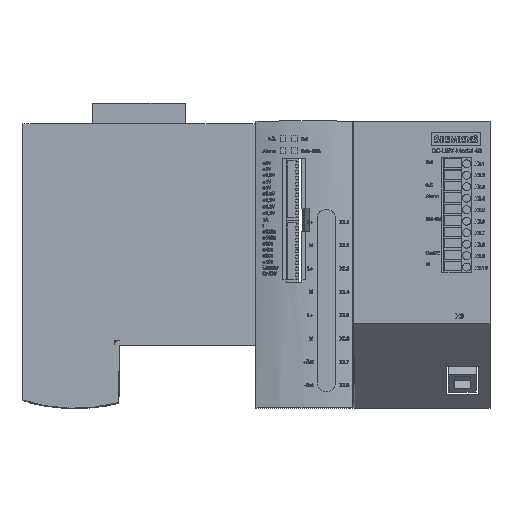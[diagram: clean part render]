
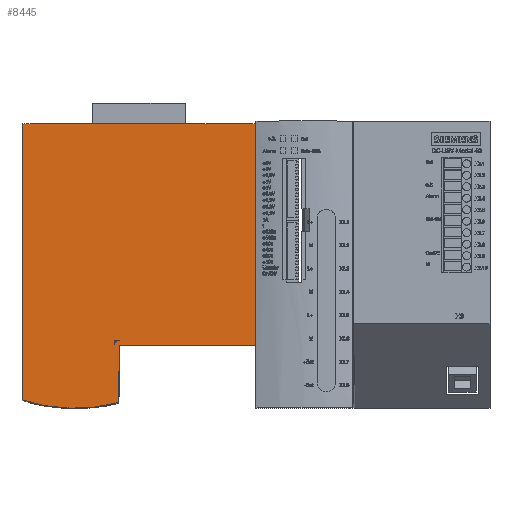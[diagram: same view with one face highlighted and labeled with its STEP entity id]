
A CAD part, top view. The second image highlights one B-rep face of the part: STEP entity #8445.
In plain terms, the highlighted planar face has unit normal (0, 0, 1).
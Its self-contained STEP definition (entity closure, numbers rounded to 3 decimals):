
#8445 = ADVANCED_FACE( '', ( #17947, #17948 ), #17949, .T. );
#17947 = FACE_OUTER_BOUND( '', #29075, .T. );
#17948 = FACE_BOUND( '', #29076, .T. );
#17949 = PLANE( '', #29077 );
#29075 = EDGE_LOOP( '', ( #59268, #59269, #59270, #59271, #59272, #59273 ) );
#29076 = EDGE_LOOP( '', ( #59274, #59275, #59276 ) );
#29077 = AXIS2_PLACEMENT_3D( '', #59277, #59278, #59279 );
#59268 = ORIENTED_EDGE( '', *, *, #77809, .T. );
#59269 = ORIENTED_EDGE( '', *, *, #75254, .T. );
#59270 = ORIENTED_EDGE( '', *, *, #77810, .T. );
#59271 = ORIENTED_EDGE( '', *, *, #76362, .T. );
#59272 = ORIENTED_EDGE( '', *, *, #75542, .T. );
#59273 = ORIENTED_EDGE( '', *, *, #76458, .T. );
#59274 = ORIENTED_EDGE( '', *, *, #76743, .T. );
#59275 = ORIENTED_EDGE( '', *, *, #77051, .T. );
#59276 = ORIENTED_EDGE( '', *, *, #69444, .T. );
#59277 = CARTESIAN_POINT( '', ( -79., 75., 0. ) );
#59278 = DIRECTION( '', ( 0., 0., 1. ) );
#59279 = DIRECTION( '', ( 1., 0., 0. ) );
#69444 = EDGE_CURVE( '', #82209, #82207, #82210, .T. );
#75254 = EDGE_CURVE( '', #91295, #91296, #91297, .T. );
#75542 = EDGE_CURVE( '', #91698, #91700, #91702, .T. );
#76362 = EDGE_CURVE( '', #92809, #91698, #92810, .T. );
#76458 = EDGE_CURVE( '', #91700, #92932, #92934, .T. );
#76743 = EDGE_CURVE( '', #82207, #93291, #93292, .T. );
#77051 = EDGE_CURVE( '', #93291, #82209, #93671, .T. );
#77809 = EDGE_CURVE( '', #92932, #91295, #94561, .T. );
#77810 = EDGE_CURVE( '', #91296, #92809, #94562, .T. );
#82207 = VERTEX_POINT( '', #102477 );
#82209 = VERTEX_POINT( '', #102480 );
#82210 = LINE( '', #102481, #102482 );
#91295 = VERTEX_POINT( '', #123046 );
#91296 = VERTEX_POINT( '', #123047 );
#91297 = LINE( '', #123048, #123049 );
#91698 = VERTEX_POINT( '', #124232 );
#91700 = VERTEX_POINT( '', #124235 );
#91702 = LINE( '', #124238, #124239 );
#92809 = VERTEX_POINT( '', #127155 );
#92810 = LINE( '', #127156, #127157 );
#92932 = VERTEX_POINT( '', #127370 );
#92934 = LINE( '', #127373, #127374 );
#93291 = VERTEX_POINT( '', #128266 );
#93292 = CIRCLE( '', #128267, 2. );
#93671 = LINE( '', #129167, #129168 );
#94561 = LINE( '', #131146, #131147 );
#94562 = CIRCLE( '', #131148, 75. );
#102477 = CARTESIAN_POINT( '', ( -59.689, 29.6, 0. ) );
#102480 = CARTESIAN_POINT( '', ( -61.655, 29.6, 0. ) );
#102481 = CARTESIAN_POINT( '', ( -2.1, 29.6, 0. ) );
#102482 = VECTOR( '', #135430, 1000. );
#123046 = CARTESIAN_POINT( '', ( -102., 124., 0. ) );
#123047 = CARTESIAN_POINT( '', ( -102., 3.614, 0. ) );
#123048 = CARTESIAN_POINT( '', ( -102., 124., 0. ) );
#123049 = VECTOR( '', #140819, 1000. );
#124232 = CARTESIAN_POINT( '', ( -59.52, 27.5, 0. ) );
#124235 = CARTESIAN_POINT( '', ( 0., 27.5, 0. ) );
#124238 = CARTESIAN_POINT( '', ( -60., 27.5, 0. ) );
#124239 = VECTOR( '', #141065, 1000. );
#127155 = CARTESIAN_POINT( '', ( -59.957, 2.458, 0. ) );
#127156 = CARTESIAN_POINT( '', ( -58.697, 74.646, 0. ) );
#127157 = VECTOR( '', #141748, 1000. );
#127370 = CARTESIAN_POINT( '', ( 0., 124., 0. ) );
#127373 = CARTESIAN_POINT( '', ( 0., 27.5, 0. ) );
#127374 = VECTOR( '', #141829, 1000. );
#128266 = CARTESIAN_POINT( '', ( -61.689, 27.635, 0. ) );
#128267 = AXIS2_PLACEMENT_3D( '', #142067, #142068, #142069 );
#129167 = CARTESIAN_POINT( '', ( -62.1, 4.086, 0. ) );
#129168 = VECTOR( '', #142312, 1000. );
#131146 = CARTESIAN_POINT( '', ( 0., 124., 0. ) );
#131147 = VECTOR( '', #142873, 1000. );
#131148 = AXIS2_PLACEMENT_3D( '', #142874, #142875, #142876 );
#135430 = DIRECTION( '', ( 1., 0., 0. ) );
#140819 = DIRECTION( '', ( 0., -1., 0. ) );
#141065 = DIRECTION( '', ( 1., 0., 0. ) );
#141748 = DIRECTION( '', ( 0.017, 1., 0. ) );
#141829 = DIRECTION( '', ( 0., 1., 0. ) );
#142067 = CARTESIAN_POINT( '', ( -59.689, 27.6, 0. ) );
#142068 = DIRECTION( '', ( 0., 0., 1. ) );
#142069 = DIRECTION( '', ( 1., 0., 0. ) );
#142312 = DIRECTION( '', ( 0.017, 1., 0. ) );
#142873 = DIRECTION( '', ( -1., 0., 0. ) );
#142874 = CARTESIAN_POINT( '', ( -79., 75., 0. ) );
#142875 = DIRECTION( '', ( 0., 0., 1. ) );
#142876 = DIRECTION( '', ( 1., 0., 0. ) );
